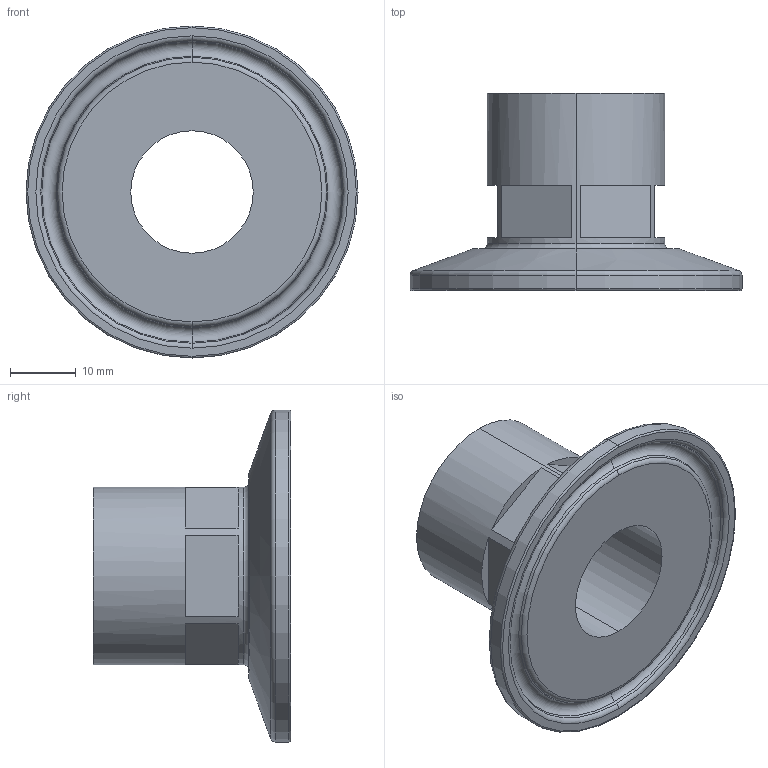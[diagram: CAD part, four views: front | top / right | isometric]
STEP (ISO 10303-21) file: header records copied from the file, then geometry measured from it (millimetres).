
FILE_DESCRIPTION (( 'STEP AP203' ), '1' );
FILE_NAME ('STEP - 105.0500.050.STEP', '2021-06-24T09:10:53', ( '' ), ( '' ), 'SwSTEP 2.0', 'SolidWorks 2021', '' );
FILE_SCHEMA (( 'CONFIG_CONTROL_DESIGN' ));
Length unit declared in the file: millimetre
Products named in the file (1): STEP - 105.0500.050
Bounding box: 50.5 x 30 x 50.5 mm (x, y, z)
Volume: 14671.1 mm3; surface area: 8017.2 mm2
Topology: 1 solids, 1 shells, 48 faces, 96 edges, 58 vertices
Faces by surface type: plane 22, torus 14, cone 6, cylinder 6
Entity records: 1337 total; most frequent: DIRECTION 254, CARTESIAN_POINT 203, ORIENTED_EDGE 192, AXIS2_PLACEMENT_3D 109, EDGE_CURVE 96, CIRCLE 60, EDGE_LOOP 58, VERTEX_POINT 58
